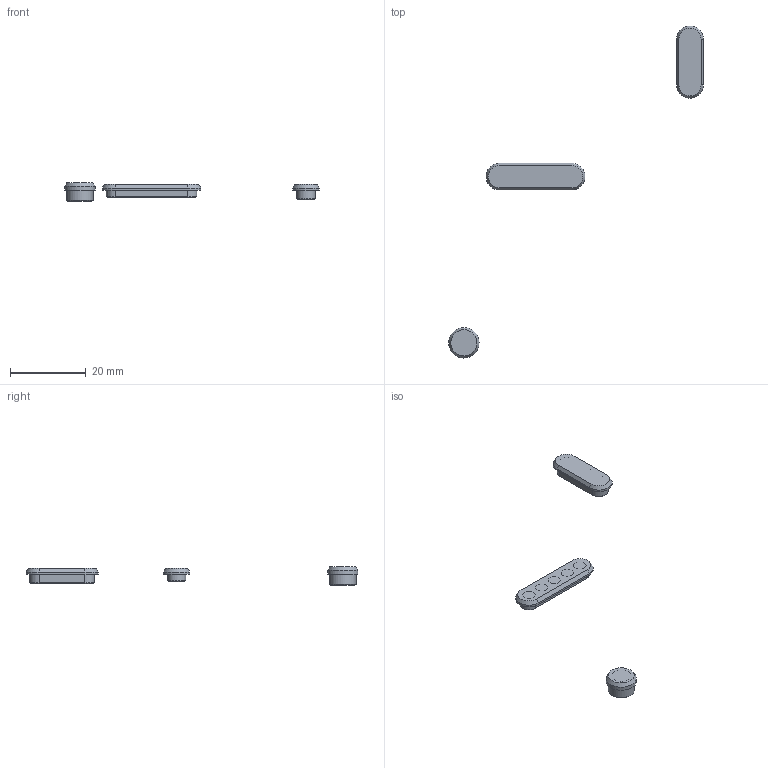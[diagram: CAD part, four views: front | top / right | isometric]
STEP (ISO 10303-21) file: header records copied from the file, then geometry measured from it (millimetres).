
FILE_DESCRIPTION(('FreeCAD Model'),'2;1');
FILE_NAME('Open CASCADE Shape Model','2024-12-08T23:49:58',(''),(''), 'Open CASCADE STEP processor 7.7','Ondsel','Unknown');
FILE_SCHEMA(('AUTOMOTIVE_DESIGN { 1 0 10303 214 1 1 1 1 }'));
Length unit declared in the file: millimetre
Products named in the file (4): encoder_shroud_pots_2; LED_cover_3x3mm_slot; LED_cover_1x5mm; LED_cover_5x3mm_holes
Assembly tree (3 placements, depth 2):
  encoder_shroud_pots_2
    LED_cover_3x3mm_slot
    LED_cover_1x5mm
    LED_cover_5x3mm_holes
Bounding box: 67 x 87.37 x 5 mm (x, y, z)
Volume: 604 mm3; surface area: 1449.9 mm2
Topology: 3 solids, 3 shells, 72 faces, 140 edges, 84 vertices
Faces by surface type: plane 36, cylinder 18, cone 18
Full cylindrical faces by diameter (mm): 3.25 x5, 5.2 x1, 6.95 x1, 8 x1
Entity records: 1908 total; most frequent: DIRECTION 346, CARTESIAN_POINT 300, ORIENTED_EDGE 280, EDGE_CURVE 140, AXIS2_PLACEMENT_3D 130, LINE 86, VECTOR 86, VERTEX_POINT 84
